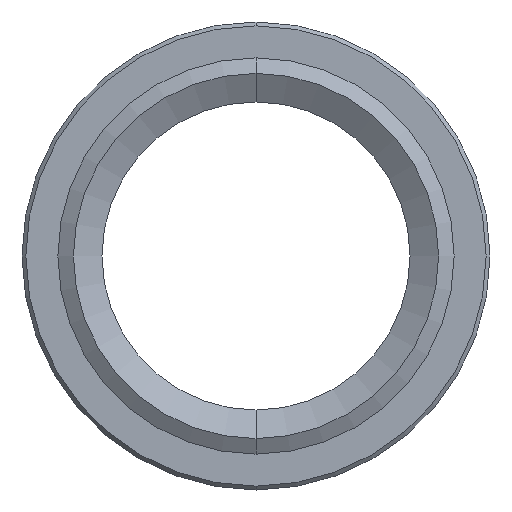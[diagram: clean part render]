
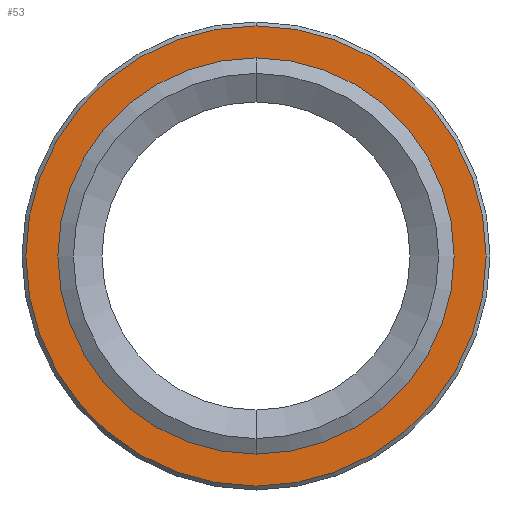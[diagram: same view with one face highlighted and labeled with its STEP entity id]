
A CAD part, front view. The second image highlights one B-rep face of the part: STEP entity #53.
In plain terms, the highlighted planar face has unit normal (0, -1, 0).
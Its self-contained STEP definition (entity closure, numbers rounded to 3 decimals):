
#22 = DIRECTION ( 'NONE',  ( 0., -1., 0. ) ) ;
#34 = DIRECTION ( 'NONE',  ( 0., -1., 0. ) ) ;
#46 = AXIS2_PLACEMENT_3D ( 'NONE', #499, #349, #600 ) ;
#53 = ADVANCED_FACE ( 'NONE', ( #121, #495 ), #260, .T. ) ;
#56 = ORIENTED_EDGE ( 'NONE', *, *, #203, .T. ) ;
#82 = CIRCLE ( 'NONE', #133, 50.8 ) ;
#99 = VERTEX_POINT ( 'NONE', #267 ) ;
#121 = FACE_OUTER_BOUND ( 'NONE', #149, .T. ) ;
#133 = AXIS2_PLACEMENT_3D ( 'NONE', #190, #34, #572 ) ;
#149 = EDGE_LOOP ( 'NONE', ( #56, #248 ) ) ;
#163 = EDGE_CURVE ( 'NONE', #490, #250, #414, .T. ) ;
#174 = DIRECTION ( 'NONE',  ( 0., 0., -1. ) ) ;
#182 = AXIS2_PLACEMENT_3D ( 'NONE', #326, #513, #274 ) ;
#190 = CARTESIAN_POINT ( 'NONE',  ( 0., 74.266, -644.787 ) ) ;
#203 = EDGE_CURVE ( 'NONE', #298, #99, #304, .T. ) ;
#217 = EDGE_CURVE ( 'NONE', #250, #490, #82, .T. ) ;
#226 = DIRECTION ( 'NONE',  ( 0., 0., -1. ) ) ;
#248 = ORIENTED_EDGE ( 'NONE', *, *, #455, .T. ) ;
#250 = VERTEX_POINT ( 'NONE', #320 ) ;
#260 = PLANE ( 'NONE',  #46 ) ;
#267 = CARTESIAN_POINT ( 'NONE',  ( 0., 74.266, -703.787 ) ) ;
#274 = DIRECTION ( 'NONE',  ( 0., 0., -1. ) ) ;
#298 = VERTEX_POINT ( 'NONE', #507 ) ;
#303 = EDGE_LOOP ( 'NONE', ( #439, #525 ) ) ;
#304 = CIRCLE ( 'NONE', #402, 59. ) ;
#320 = CARTESIAN_POINT ( 'NONE',  ( 0., 74.266, -593.987 ) ) ;
#326 = CARTESIAN_POINT ( 'NONE',  ( 0., 74.266, -644.787 ) ) ;
#341 = CIRCLE ( 'NONE', #182, 59. ) ;
#349 = DIRECTION ( 'NONE',  ( 0., -1., 0. ) ) ;
#362 = CARTESIAN_POINT ( 'NONE',  ( 0., 74.266, -644.787 ) ) ;
#372 = DIRECTION ( 'NONE',  ( 0., -1., 0. ) ) ;
#402 = AXIS2_PLACEMENT_3D ( 'NONE', #362, #22, #226 ) ;
#414 = CIRCLE ( 'NONE', #574, 50.8 ) ;
#428 = CARTESIAN_POINT ( 'NONE',  ( 0., 74.266, -644.787 ) ) ;
#439 = ORIENTED_EDGE ( 'NONE', *, *, #217, .F. ) ;
#455 = EDGE_CURVE ( 'NONE', #99, #298, #341, .T. ) ;
#490 = VERTEX_POINT ( 'NONE', #515 ) ;
#495 = FACE_BOUND ( 'NONE', #303, .T. ) ;
#499 = CARTESIAN_POINT ( 'NONE',  ( 0., 74.266, -695.587 ) ) ;
#507 = CARTESIAN_POINT ( 'NONE',  ( 0., 74.266, -585.787 ) ) ;
#513 = DIRECTION ( 'NONE',  ( 0., -1., 0. ) ) ;
#515 = CARTESIAN_POINT ( 'NONE',  ( 0., 74.266, -695.587 ) ) ;
#525 = ORIENTED_EDGE ( 'NONE', *, *, #163, .F. ) ;
#572 = DIRECTION ( 'NONE',  ( 0., 0., -1. ) ) ;
#574 = AXIS2_PLACEMENT_3D ( 'NONE', #428, #372, #174 ) ;
#600 = DIRECTION ( 'NONE',  ( 0., 0., -1. ) ) ;
